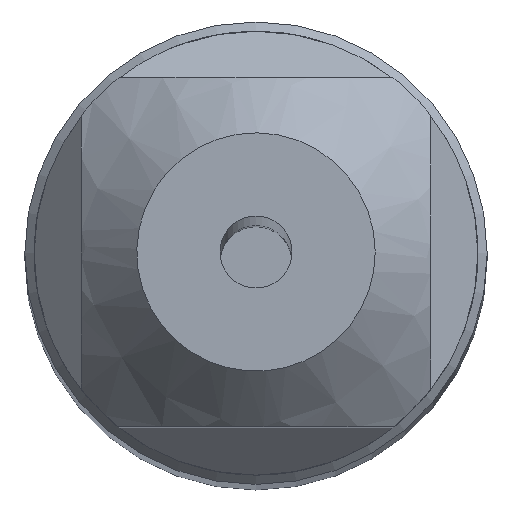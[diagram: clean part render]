
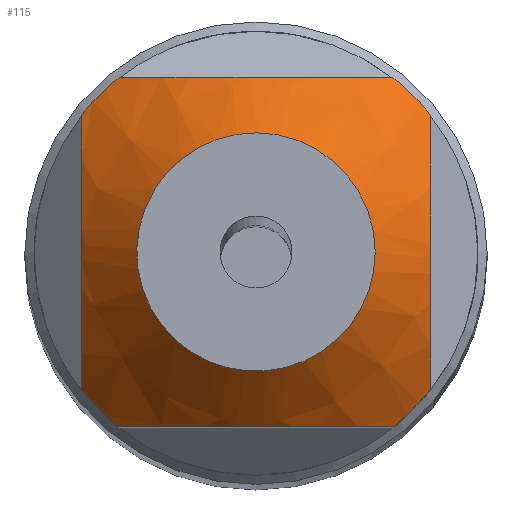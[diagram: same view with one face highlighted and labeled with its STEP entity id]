
A CAD part, top view. The second image highlights one B-rep face of the part: STEP entity #115.
In plain terms, the highlighted conical face has half-angle 45 degrees and reference radius 1.16 mm.
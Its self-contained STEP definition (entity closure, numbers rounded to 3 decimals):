
#96=CONICAL_SURFACE('',#473,1.16,45.);
#115=ADVANCED_FACE('',(#152,#153),#96,.T.);
#152=FACE_BOUND('',#194,.T.);
#153=FACE_BOUND('',#195,.T.);
#194=EDGE_LOOP('',(#250));
#195=EDGE_LOOP('',(#251,#252,#253,#254,#255,#256,#257,#258));
#250=ORIENTED_EDGE('',*,*,#340,.F.);
#251=ORIENTED_EDGE('',*,*,#356,.T.);
#252=ORIENTED_EDGE('',*,*,#357,.T.);
#253=ORIENTED_EDGE('',*,*,#358,.T.);
#254=ORIENTED_EDGE('',*,*,#344,.T.);
#255=ORIENTED_EDGE('',*,*,#359,.T.);
#256=ORIENTED_EDGE('',*,*,#349,.T.);
#257=ORIENTED_EDGE('',*,*,#360,.T.);
#258=ORIENTED_EDGE('',*,*,#354,.T.);
#306=VERTEX_POINT('',#674);
#309=VERTEX_POINT('',#682);
#310=VERTEX_POINT('',#689);
#313=VERTEX_POINT('',#698);
#314=VERTEX_POINT('',#705);
#317=VERTEX_POINT('',#714);
#318=VERTEX_POINT('',#721);
#319=VERTEX_POINT('',#725);
#320=VERTEX_POINT('',#732);
#340=EDGE_CURVE('',#306,#306,#381,.T.);
#344=EDGE_CURVE('',#310,#309,#401,.T.);
#349=EDGE_CURVE('',#314,#313,#402,.T.);
#354=EDGE_CURVE('',#318,#317,#403,.T.);
#356=EDGE_CURVE('',#317,#319,#382,.T.);
#357=EDGE_CURVE('',#319,#320,#404,.T.);
#358=EDGE_CURVE('',#320,#310,#383,.T.);
#359=EDGE_CURVE('',#309,#314,#384,.T.);
#360=EDGE_CURVE('',#313,#318,#385,.T.);
#381=CIRCLE('',#458,1.16);
#382=CIRCLE('',#469,2.16);
#383=CIRCLE('',#470,2.16);
#384=CIRCLE('',#471,2.16);
#385=CIRCLE('',#472,2.16);
#401=B_SPLINE_CURVE_WITH_KNOTS('',3,(#683,#684,#685,#686,#687,#688),
 .UNSPECIFIED.,.F.,.F.,(4,2,4),(0.,0.5,1.),.UNSPECIFIED.);
#402=B_SPLINE_CURVE_WITH_KNOTS('',3,(#699,#700,#701,#702,#703,#704),
 .UNSPECIFIED.,.F.,.F.,(4,2,4),(0.,0.5,1.),.UNSPECIFIED.);
#403=B_SPLINE_CURVE_WITH_KNOTS('',3,(#715,#716,#717,#718,#719,#720),
 .UNSPECIFIED.,.F.,.F.,(4,2,4),(0.,0.5,1.),.UNSPECIFIED.);
#404=B_SPLINE_CURVE_WITH_KNOTS('',3,(#726,#727,#728,#729,#730,#731),
 .UNSPECIFIED.,.F.,.F.,(4,2,4),(0.,0.5,1.),.UNSPECIFIED.);
#458=AXIS2_PLACEMENT_3D('',#673,#536,#537);
#469=AXIS2_PLACEMENT_3D('',#724,#567,#568);
#470=AXIS2_PLACEMENT_3D('',#733,#569,#570);
#471=AXIS2_PLACEMENT_3D('',#734,#571,#572);
#472=AXIS2_PLACEMENT_3D('',#735,#573,#574);
#473=AXIS2_PLACEMENT_3D('',#736,#575,#576);
#536=DIRECTION('',(0.,0.,1.));
#537=DIRECTION('',(1.,0.,0.));
#567=DIRECTION('',(0.,0.,1.));
#568=DIRECTION('',(-1.,0.,0.));
#569=DIRECTION('',(0.,0.,1.));
#570=DIRECTION('',(-1.,0.,0.));
#571=DIRECTION('',(0.,0.,1.));
#572=DIRECTION('',(-1.,0.,0.));
#573=DIRECTION('',(0.,0.,1.));
#574=DIRECTION('',(-1.,0.,0.));
#575=DIRECTION('',(0.,0.,-1.));
#576=DIRECTION('',(-1.,0.,0.));
#673=CARTESIAN_POINT('',(0.,0.,0.));
#674=CARTESIAN_POINT('',(1.16,0.,0.));
#682=CARTESIAN_POINT('',(-1.333,1.7,-1.));
#683=CARTESIAN_POINT('',(1.333,1.7,-1.));
#684=CARTESIAN_POINT('',(0.928,1.7,-0.75));
#685=CARTESIAN_POINT('',(0.475,1.7,-0.54));
#686=CARTESIAN_POINT('',(-0.474,1.7,-0.54));
#687=CARTESIAN_POINT('',(-0.931,1.7,-0.752));
#688=CARTESIAN_POINT('',(-1.333,1.7,-1.));
#689=CARTESIAN_POINT('',(1.333,1.7,-1.));
#698=CARTESIAN_POINT('',(-1.7,-1.333,-1.));
#699=CARTESIAN_POINT('',(-1.7,1.333,-1.));
#700=CARTESIAN_POINT('',(-1.7,0.931,-0.752));
#701=CARTESIAN_POINT('',(-1.7,0.474,-0.54));
#702=CARTESIAN_POINT('',(-1.7,-0.475,-0.54));
#703=CARTESIAN_POINT('',(-1.7,-0.928,-0.75));
#704=CARTESIAN_POINT('',(-1.7,-1.333,-1.));
#705=CARTESIAN_POINT('',(-1.7,1.333,-1.));
#714=CARTESIAN_POINT('',(1.333,-1.7,-1.));
#715=CARTESIAN_POINT('',(-1.333,-1.7,-1.));
#716=CARTESIAN_POINT('',(-0.931,-1.7,-0.752));
#717=CARTESIAN_POINT('',(-0.474,-1.7,-0.54));
#718=CARTESIAN_POINT('',(0.475,-1.7,-0.54));
#719=CARTESIAN_POINT('',(0.928,-1.7,-0.75));
#720=CARTESIAN_POINT('',(1.333,-1.7,-1.));
#721=CARTESIAN_POINT('',(-1.333,-1.7,-1.));
#724=CARTESIAN_POINT('',(0.,0.,-1.));
#725=CARTESIAN_POINT('',(1.7,-1.333,-1.));
#726=CARTESIAN_POINT('',(1.7,-1.333,-1.));
#727=CARTESIAN_POINT('',(1.7,-0.928,-0.75));
#728=CARTESIAN_POINT('',(1.7,-0.475,-0.54));
#729=CARTESIAN_POINT('',(1.7,0.474,-0.54));
#730=CARTESIAN_POINT('',(1.7,0.931,-0.752));
#731=CARTESIAN_POINT('',(1.7,1.333,-1.));
#732=CARTESIAN_POINT('',(1.7,1.333,-1.));
#733=CARTESIAN_POINT('',(0.,0.,-1.));
#734=CARTESIAN_POINT('',(0.,0.,-1.));
#735=CARTESIAN_POINT('',(0.,0.,-1.));
#736=CARTESIAN_POINT('',(0.,0.,0.));
